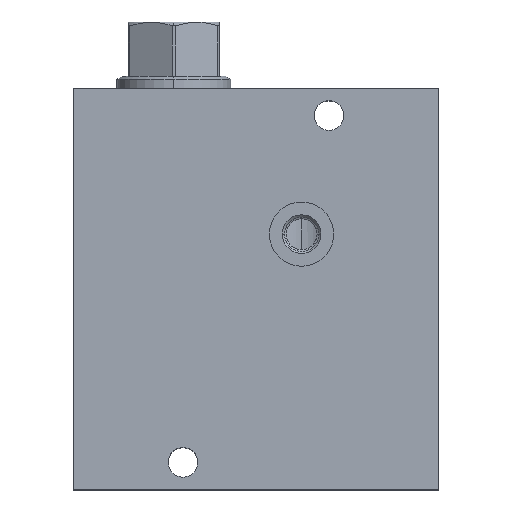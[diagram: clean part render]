
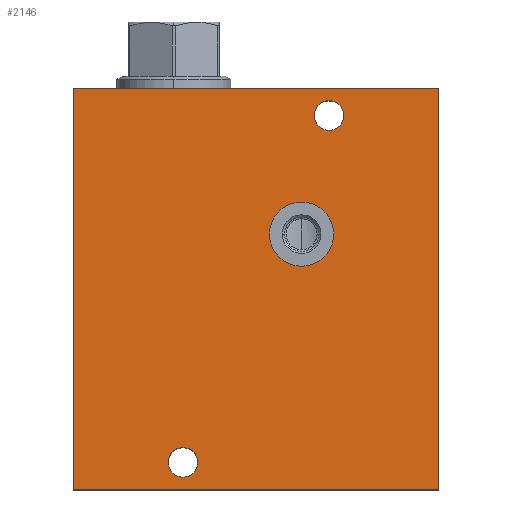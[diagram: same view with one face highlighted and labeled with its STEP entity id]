
A CAD part, top view. The second image highlights one B-rep face of the part: STEP entity #2146.
In plain terms, the highlighted planar face has unit normal (0, 0, 1).
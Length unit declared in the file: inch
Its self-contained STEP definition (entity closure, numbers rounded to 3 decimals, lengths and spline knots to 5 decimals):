
#103=DIRECTION('',(0.,-1.,0.));
#104=VECTOR('',#103,5.5);
#105=CARTESIAN_POINT('',(0.,0.,2.5));
#106=LINE('',#105,#104);
#107=DIRECTION('',(-1.,0.,0.));
#108=VECTOR('',#107,5.);
#109=CARTESIAN_POINT('',(5.,0.,2.5));
#110=LINE('',#109,#108);
#111=DIRECTION('',(0.,1.,0.));
#112=VECTOR('',#111,5.5);
#113=CARTESIAN_POINT('',(5.,-5.5,2.5));
#114=LINE('',#113,#112);
#115=DIRECTION('',(1.,0.,0.));
#116=VECTOR('',#115,5.);
#117=CARTESIAN_POINT('',(0.,-5.5,2.5));
#118=LINE('',#117,#116);
#119=CARTESIAN_POINT('',(1.5,-5.125,2.5));
#120=DIRECTION('',(0.,0.,1.));
#121=DIRECTION('',(0.,1.,0.));
#122=AXIS2_PLACEMENT_3D('',#119,#120,#121);
#124=CARTESIAN_POINT('',(1.5,-5.125,2.5));
#125=DIRECTION('',(0.,0.,1.));
#126=DIRECTION('',(0.,-1.,0.));
#127=AXIS2_PLACEMENT_3D('',#124,#125,#126);
#129=CARTESIAN_POINT('',(3.5,-0.375,2.5));
#130=DIRECTION('',(0.,0.,1.));
#131=DIRECTION('',(0.,1.,0.));
#132=AXIS2_PLACEMENT_3D('',#129,#130,#131);
#134=CARTESIAN_POINT('',(3.5,-0.375,2.5));
#135=DIRECTION('',(0.,0.,1.));
#136=DIRECTION('',(0.,-1.,0.));
#137=AXIS2_PLACEMENT_3D('',#134,#135,#136);
#139=CARTESIAN_POINT('',(3.125,-2.,2.5));
#140=DIRECTION('',(0.,0.,-1.));
#141=DIRECTION('',(-1.,0.,0.));
#142=AXIS2_PLACEMENT_3D('',#139,#140,#141);
#144=CARTESIAN_POINT('',(3.125,-2.,2.5));
#145=DIRECTION('',(0.,0.,-1.));
#146=DIRECTION('',(1.,0.,0.));
#147=AXIS2_PLACEMENT_3D('',#144,#145,#146);
#1737=CARTESIAN_POINT('',(0.,0.,2.5));
#1738=CARTESIAN_POINT('',(0.,-5.5,2.5));
#1739=VERTEX_POINT('',#1737);
#1740=VERTEX_POINT('',#1738);
#1741=CARTESIAN_POINT('',(5.,-5.5,2.5));
#1742=VERTEX_POINT('',#1741);
#1743=CARTESIAN_POINT('',(5.,0.,2.5));
#1744=VERTEX_POINT('',#1743);
#1749=CARTESIAN_POINT('',(1.5,-4.922,2.5));
#1750=CARTESIAN_POINT('',(1.5,-5.328,2.5));
#1751=VERTEX_POINT('',#1749);
#1752=VERTEX_POINT('',#1750);
#1757=CARTESIAN_POINT('',(3.5,-0.172,2.5));
#1758=CARTESIAN_POINT('',(3.5,-0.578,2.5));
#1759=VERTEX_POINT('',#1757);
#1760=VERTEX_POINT('',#1758);
#1929=CARTESIAN_POINT('',(2.685,-2.,2.5));
#1930=CARTESIAN_POINT('',(3.565,-2.,2.5));
#1931=VERTEX_POINT('',#1929);
#1932=VERTEX_POINT('',#1930);
#2117=CARTESIAN_POINT('',(0.,0.,2.5));
#2118=DIRECTION('',(0.,0.,1.));
#2119=DIRECTION('',(1.,0.,0.));
#2120=AXIS2_PLACEMENT_3D('',#2117,#2118,#2119);
#2121=PLANE('',#2120);
#2122=ORIENTED_EDGE('',*,*,#2039,.F.);
#2123=ORIENTED_EDGE('',*,*,#2060,.F.);
#2124=ORIENTED_EDGE('',*,*,#2080,.F.);
#2125=ORIENTED_EDGE('',*,*,#2105,.F.);
#2126=EDGE_LOOP('',(#2122,#2123,#2124,#2125));
#2127=FACE_OUTER_BOUND('',#2126,.F.);
#2129=ORIENTED_EDGE('',*,*,#2128,.T.);
#2131=ORIENTED_EDGE('',*,*,#2130,.T.);
#2132=EDGE_LOOP('',(#2129,#2131));
#2133=FACE_BOUND('',#2132,.F.);
#2135=ORIENTED_EDGE('',*,*,#2134,.T.);
#2137=ORIENTED_EDGE('',*,*,#2136,.T.);
#2138=EDGE_LOOP('',(#2135,#2137));
#2139=FACE_BOUND('',#2138,.F.);
#2141=ORIENTED_EDGE('',*,*,#2140,.F.);
#2143=ORIENTED_EDGE('',*,*,#2142,.F.);
#2144=EDGE_LOOP('',(#2141,#2143));
#2145=FACE_BOUND('',#2144,.F.);
#2146=ADVANCED_FACE('',(#2127,#2133,#2139,#2145),#2121,.T.);
#123=CIRCLE('',#122,0.203);
#128=CIRCLE('',#127,0.203);
#133=CIRCLE('',#132,0.203);
#138=CIRCLE('',#137,0.203);
#143=CIRCLE('',#142,0.44);
#148=CIRCLE('',#147,0.44);
#2039=EDGE_CURVE('',#1739,#1740,#106,.T.);
#2060=EDGE_CURVE('',#1744,#1739,#110,.T.);
#2080=EDGE_CURVE('',#1742,#1744,#114,.T.);
#2105=EDGE_CURVE('',#1740,#1742,#118,.T.);
#2128=EDGE_CURVE('',#1751,#1752,#123,.T.);
#2130=EDGE_CURVE('',#1752,#1751,#128,.T.);
#2134=EDGE_CURVE('',#1759,#1760,#133,.T.);
#2136=EDGE_CURVE('',#1760,#1759,#138,.T.);
#2140=EDGE_CURVE('',#1931,#1932,#143,.T.);
#2142=EDGE_CURVE('',#1932,#1931,#148,.T.);
